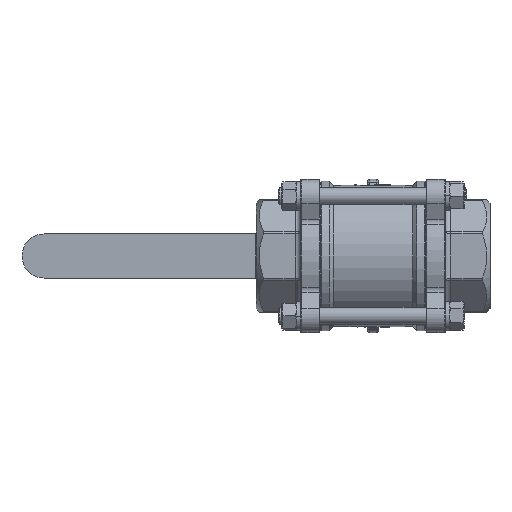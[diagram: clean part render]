
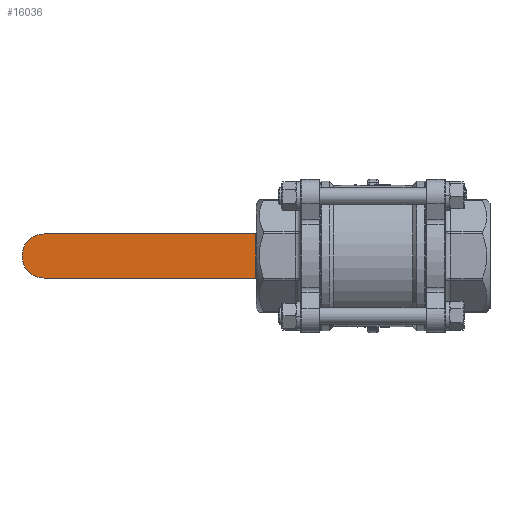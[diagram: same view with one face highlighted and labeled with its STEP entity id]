
A CAD part, front view. The second image highlights one B-rep face of the part: STEP entity #16036.
In plain terms, the highlighted face is planar.
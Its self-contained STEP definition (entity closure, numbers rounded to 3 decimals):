
#1419=CIRCLE('',#17102,17.);
#2067=ORIENTED_EDGE('',*,*,#6945,.F.);
#2068=ORIENTED_EDGE('',*,*,#6950,.T.);
#2069=ORIENTED_EDGE('',*,*,#6948,.T.);
#2070=ORIENTED_EDGE('',*,*,#6936,.T.);
#6936=EDGE_CURVE('',#9390,#9388,#11042,.T.);
#6945=EDGE_CURVE('',#9397,#9388,#11051,.T.);
#6948=EDGE_CURVE('',#9399,#9390,#11053,.T.);
#6950=EDGE_CURVE('',#9397,#9399,#1419,.F.);
#9388=VERTEX_POINT('',#22567);
#9390=VERTEX_POINT('',#22570);
#9397=VERTEX_POINT('',#22586);
#9399=VERTEX_POINT('',#22594);
#11042=LINE('',#22569,#12193);
#11051=LINE('',#22587,#12202);
#11053=LINE('',#22593,#12204);
#12193=VECTOR('',#18589,1000.);
#12202=VECTOR('',#18600,1000.);
#12204=VECTOR('',#18608,1000.);
#13330=EDGE_LOOP('',(#2067,#2068,#2069,#2070));
#14476=FACE_BOUND('',#13330,.T.);
#15612=PLANE('',#17101);
#16036=ADVANCED_FACE('',(#14476),#15612,.F.);
#17101=AXIS2_PLACEMENT_3D('',#22596,#18610,#18611);
#17102=AXIS2_PLACEMENT_3D('',#22597,#18612,#18613);
#18589=DIRECTION('',(-1.,0.,0.));
#18600=DIRECTION('',(0.,-1.,0.));
#18608=DIRECTION('',(0.,-1.,0.));
#18610=DIRECTION('',(0.,0.,1.));
#18611=DIRECTION('',(1.,0.,0.));
#18612=DIRECTION('',(0.,0.,1.));
#18613=DIRECTION('',(1.,0.,0.));
#22567=CARTESIAN_POINT('',(-17.,0.,-3.));
#22569=CARTESIAN_POINT('',(17.,0.,-3.));
#22570=CARTESIAN_POINT('',(17.,0.,-3.));
#22586=CARTESIAN_POINT('',(-17.,163.,-3.));
#22587=CARTESIAN_POINT('',(-17.,180.,-3.));
#22593=CARTESIAN_POINT('',(17.,180.,-3.));
#22594=CARTESIAN_POINT('',(17.,163.,-3.));
#22596=CARTESIAN_POINT('',(17.,180.,-3.));
#22597=CARTESIAN_POINT('',(0.,163.,-3.));
